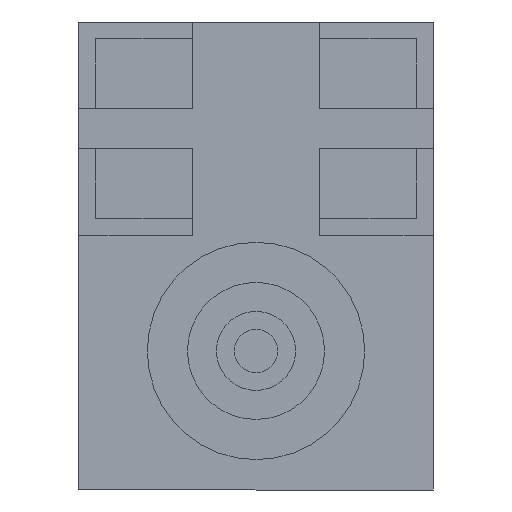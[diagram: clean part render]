
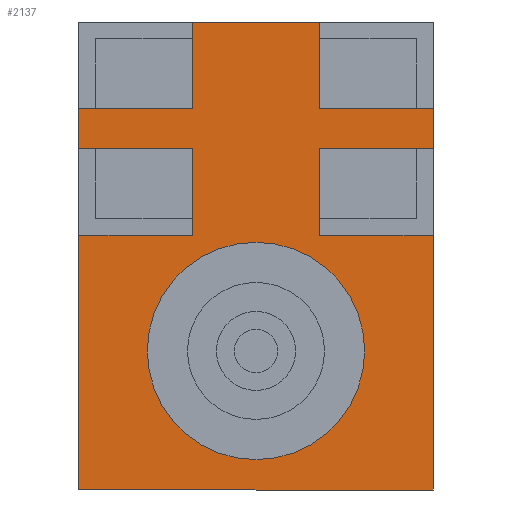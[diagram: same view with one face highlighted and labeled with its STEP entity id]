
A CAD part, front view. The second image highlights one B-rep face of the part: STEP entity #2137.
In plain terms, the highlighted planar face has unit normal (0, -1, 0).
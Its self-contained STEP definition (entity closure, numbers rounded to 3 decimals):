
#32 = ORIENTED_EDGE ( 'NONE', *, *, #208, .F. ) ;
#45 = DIRECTION ( 'NONE',  ( 0., -1., 0. ) ) ;
#50 = VECTOR ( 'NONE', #524, 1000. ) ;
#62 = ORIENTED_EDGE ( 'NONE', *, *, #2756, .F. ) ;
#109 = EDGE_CURVE ( 'NONE', #2156, #770, #2548, .T. ) ;
#133 = VERTEX_POINT ( 'NONE', #1991 ) ;
#138 = VECTOR ( 'NONE', #2963, 1000. ) ;
#157 = DIRECTION ( 'NONE',  ( -1., 0., 0. ) ) ;
#158 = CARTESIAN_POINT ( 'NONE',  ( -0.475, 0., 0.156 ) ) ;
#203 = EDGE_LOOP ( 'NONE', ( #1248, #460, #2357, #689, #430, #2979, #62, #32, #311, #1071, #1698, #1027, #2020, #1925, #2133, #955 ) ) ;
#204 = VERTEX_POINT ( 'NONE', #1285 ) ;
#208 = EDGE_CURVE ( 'NONE', #1886, #996, #1327, .T. ) ;
#212 = VECTOR ( 'NONE', #2722, 1000. ) ;
#241 = CARTESIAN_POINT ( 'NONE',  ( 0.475, 0., 0.803 ) ) ;
#248 = DIRECTION ( 'NONE',  ( 0., 1., 0. ) ) ;
#254 = EDGE_CURVE ( 'NONE', #1647, #1008, #844, .T. ) ;
#259 = VECTOR ( 'NONE', #2542, 1000. ) ;
#266 = LINE ( 'NONE', #543, #1187 ) ;
#269 = VERTEX_POINT ( 'NONE', #1568 ) ;
#311 = ORIENTED_EDGE ( 'NONE', *, *, #568, .F. ) ;
#321 = DIRECTION ( 'NONE',  ( 0., 0., 1. ) ) ;
#372 = LINE ( 'NONE', #1846, #1815 ) ;
#400 = VECTOR ( 'NONE', #1514, 1000. ) ;
#412 = LINE ( 'NONE', #1532, #1267 ) ;
#430 = ORIENTED_EDGE ( 'NONE', *, *, #743, .F. ) ;
#445 = DIRECTION ( 'NONE',  ( 0., 0., -1. ) ) ;
#447 = VERTEX_POINT ( 'NONE', #2738 ) ;
#460 = ORIENTED_EDGE ( 'NONE', *, *, #1585, .F. ) ;
#519 = VECTOR ( 'NONE', #1540, 1000. ) ;
#524 = DIRECTION ( 'NONE',  ( 1., 0., 0. ) ) ;
#533 = VERTEX_POINT ( 'NONE', #1702 ) ;
#543 = CARTESIAN_POINT ( 'NONE',  ( 0.475, 0., 0.156 ) ) ;
#568 = EDGE_CURVE ( 'NONE', #1316, #1886, #2423, .T. ) ;
#616 = EDGE_CURVE ( 'NONE', #204, #269, #2351, .T. ) ;
#672 = VECTOR ( 'NONE', #157, 1000. ) ;
#689 = ORIENTED_EDGE ( 'NONE', *, *, #2057, .F. ) ;
#698 = DIRECTION ( 'NONE',  ( -1., 0., 0. ) ) ;
#699 = CARTESIAN_POINT ( 'NONE',  ( -0.475, 0., 1.103 ) ) ;
#728 = CARTESIAN_POINT ( 'NONE',  ( 1.325, 0., -1.75 ) ) ;
#743 = EDGE_CURVE ( 'NONE', #1378, #1654, #1678, .T. ) ;
#758 = VECTOR ( 'NONE', #2265, 1000. ) ;
#770 = VERTEX_POINT ( 'NONE', #857 ) ;
#795 = CARTESIAN_POINT ( 'NONE',  ( 1.325, 0., 1.75 ) ) ;
#812 = DIRECTION ( 'NONE',  ( 0., 0., -1. ) ) ;
#836 = DIRECTION ( 'NONE',  ( 1., 0., 0. ) ) ;
#844 = LINE ( 'NONE', #158, #758 ) ;
#857 = CARTESIAN_POINT ( 'NONE',  ( -1.325, 0., 1.103 ) ) ;
#864 = EDGE_CURVE ( 'NONE', #533, #1501, #372, .T. ) ;
#889 = ORIENTED_EDGE ( 'NONE', *, *, #2004, .F. ) ;
#918 = VECTOR ( 'NONE', #812, 1000. ) ;
#934 = CARTESIAN_POINT ( 'NONE',  ( 0.475, 0., 1.103 ) ) ;
#954 = EDGE_CURVE ( 'NONE', #447, #1647, #2149, .T. ) ;
#955 = ORIENTED_EDGE ( 'NONE', *, *, #1638, .F. ) ;
#963 = LINE ( 'NONE', #1989, #1829 ) ;
#969 = CARTESIAN_POINT ( 'NONE',  ( 0., 0., -0.71 ) ) ;
#996 = VERTEX_POINT ( 'NONE', #2677 ) ;
#1001 = LINE ( 'NONE', #2271, #212 ) ;
#1002 = CARTESIAN_POINT ( 'NONE',  ( -0.475, 0., 1.103 ) ) ;
#1005 = CARTESIAN_POINT ( 'NONE',  ( -1.325, 0., 0.803 ) ) ;
#1008 = VERTEX_POINT ( 'NONE', #2872 ) ;
#1015 = CARTESIAN_POINT ( 'NONE',  ( -1.325, 0., 1.75 ) ) ;
#1027 = ORIENTED_EDGE ( 'NONE', *, *, #2318, .F. ) ;
#1035 = CARTESIAN_POINT ( 'NONE',  ( 1.325, 0., 1.75 ) ) ;
#1071 = ORIENTED_EDGE ( 'NONE', *, *, #2352, .F. ) ;
#1087 = EDGE_LOOP ( 'NONE', ( #2745, #889 ) ) ;
#1164 = VERTEX_POINT ( 'NONE', #2538 ) ;
#1181 = CARTESIAN_POINT ( 'NONE',  ( 1.325, 0., 1.103 ) ) ;
#1187 = VECTOR ( 'NONE', #2135, 1000. ) ;
#1222 = PLANE ( 'NONE',  #1826 ) ;
#1248 = ORIENTED_EDGE ( 'NONE', *, *, #864, .F. ) ;
#1267 = VECTOR ( 'NONE', #1755, 1000. ) ;
#1285 = CARTESIAN_POINT ( 'NONE',  ( 0., 0., -1.522 ) ) ;
#1316 = VERTEX_POINT ( 'NONE', #699 ) ;
#1327 = LINE ( 'NONE', #795, #400 ) ;
#1378 = VERTEX_POINT ( 'NONE', #1181 ) ;
#1408 = CARTESIAN_POINT ( 'NONE',  ( -1.325, 0., -1.75 ) ) ;
#1449 = DIRECTION ( 'NONE',  ( 0., 0., 1. ) ) ;
#1501 = VERTEX_POINT ( 'NONE', #728 ) ;
#1509 = EDGE_CURVE ( 'NONE', #133, #2863, #266, .T. ) ;
#1514 = DIRECTION ( 'NONE',  ( 1., 0., 0. ) ) ;
#1532 = CARTESIAN_POINT ( 'NONE',  ( 0.475, 0., 0.156 ) ) ;
#1539 = CARTESIAN_POINT ( 'NONE',  ( 0., 0., -0.71 ) ) ;
#1540 = DIRECTION ( 'NONE',  ( -1., 0., 0. ) ) ;
#1553 = FACE_OUTER_BOUND ( 'NONE', #203, .T. ) ;
#1568 = CARTESIAN_POINT ( 'NONE',  ( 0., 0., 0.103 ) ) ;
#1576 = LINE ( 'NONE', #934, #259 ) ;
#1585 = EDGE_CURVE ( 'NONE', #2863, #533, #412, .T. ) ;
#1638 = EDGE_CURVE ( 'NONE', #1501, #2077, #2917, .T. ) ;
#1647 = VERTEX_POINT ( 'NONE', #2697 ) ;
#1654 = VERTEX_POINT ( 'NONE', #1726 ) ;
#1655 = VECTOR ( 'NONE', #698, 1000. ) ;
#1678 = LINE ( 'NONE', #1035, #918 ) ;
#1698 = ORIENTED_EDGE ( 'NONE', *, *, #109, .F. ) ;
#1702 = CARTESIAN_POINT ( 'NONE',  ( 1.325, 0., 0.156 ) ) ;
#1726 = CARTESIAN_POINT ( 'NONE',  ( 1.325, 0., 0.803 ) ) ;
#1734 = DIRECTION ( 'NONE',  ( 0., 0., -1. ) ) ;
#1740 = CARTESIAN_POINT ( 'NONE',  ( -0.475, 0., 1.75 ) ) ;
#1755 = DIRECTION ( 'NONE',  ( 1., 0., 0. ) ) ;
#1762 = FACE_BOUND ( 'NONE', #1087, .T. ) ;
#1765 = CARTESIAN_POINT ( 'NONE',  ( -0.475, 0., 0.803 ) ) ;
#1785 = VECTOR ( 'NONE', #1449, 1000. ) ;
#1815 = VECTOR ( 'NONE', #445, 1000. ) ;
#1826 = AXIS2_PLACEMENT_3D ( 'NONE', #2777, #248, #1860 ) ;
#1829 = VECTOR ( 'NONE', #836, 1000. ) ;
#1846 = CARTESIAN_POINT ( 'NONE',  ( 1.325, 0., 1.75 ) ) ;
#1860 = DIRECTION ( 'NONE',  ( 0., 0., 1. ) ) ;
#1886 = VERTEX_POINT ( 'NONE', #1740 ) ;
#1892 = DIRECTION ( 'NONE',  ( 0., 0., -1. ) ) ;
#1914 = CARTESIAN_POINT ( 'NONE',  ( 0.475, 0., 0.156 ) ) ;
#1925 = ORIENTED_EDGE ( 'NONE', *, *, #954, .F. ) ;
#1971 = EDGE_CURVE ( 'NONE', #2077, #447, #1001, .T. ) ;
#1989 = CARTESIAN_POINT ( 'NONE',  ( -0.475, 0., 1.103 ) ) ;
#1991 = CARTESIAN_POINT ( 'NONE',  ( 0.475, 0., 0.803 ) ) ;
#1998 = AXIS2_PLACEMENT_3D ( 'NONE', #969, #45, #1892 ) ;
#2004 = EDGE_CURVE ( 'NONE', #269, #204, #2433, .T. ) ;
#2020 = ORIENTED_EDGE ( 'NONE', *, *, #254, .F. ) ;
#2057 = EDGE_CURVE ( 'NONE', #1654, #133, #2594, .T. ) ;
#2077 = VERTEX_POINT ( 'NONE', #1408 ) ;
#2086 = LINE ( 'NONE', #2276, #138 ) ;
#2120 = CARTESIAN_POINT ( 'NONE',  ( -0.475, 0., 0.156 ) ) ;
#2133 = ORIENTED_EDGE ( 'NONE', *, *, #1971, .F. ) ;
#2135 = DIRECTION ( 'NONE',  ( 0., 0., -1. ) ) ;
#2137 = ADVANCED_FACE ( 'NONE', ( #1762, #1553 ), #1222, .F. ) ;
#2149 = LINE ( 'NONE', #2120, #50 ) ;
#2156 = VERTEX_POINT ( 'NONE', #1005 ) ;
#2160 = LINE ( 'NONE', #1765, #519 ) ;
#2175 = CARTESIAN_POINT ( 'NONE',  ( 1.325, 0., -1.75 ) ) ;
#2265 = DIRECTION ( 'NONE',  ( 0., 0., 1. ) ) ;
#2271 = CARTESIAN_POINT ( 'NONE',  ( -1.325, 0., 1.75 ) ) ;
#2276 = CARTESIAN_POINT ( 'NONE',  ( 0.475, 0., 1.103 ) ) ;
#2306 = AXIS2_PLACEMENT_3D ( 'NONE', #1539, #2470, #1734 ) ;
#2318 = EDGE_CURVE ( 'NONE', #1008, #2156, #2160, .T. ) ;
#2351 = CIRCLE ( 'NONE', #2306, 0.813 ) ;
#2352 = EDGE_CURVE ( 'NONE', #770, #1316, #963, .T. ) ;
#2357 = ORIENTED_EDGE ( 'NONE', *, *, #1509, .F. ) ;
#2423 = LINE ( 'NONE', #1002, #1785 ) ;
#2433 = CIRCLE ( 'NONE', #1998, 0.813 ) ;
#2470 = DIRECTION ( 'NONE',  ( 0., -1., 0. ) ) ;
#2475 = EDGE_CURVE ( 'NONE', #1164, #1378, #2086, .T. ) ;
#2538 = CARTESIAN_POINT ( 'NONE',  ( 0.475, 0., 1.103 ) ) ;
#2542 = DIRECTION ( 'NONE',  ( 0., 0., -1. ) ) ;
#2548 = LINE ( 'NONE', #1015, #2933 ) ;
#2594 = LINE ( 'NONE', #241, #1655 ) ;
#2677 = CARTESIAN_POINT ( 'NONE',  ( 0.475, 0., 1.75 ) ) ;
#2697 = CARTESIAN_POINT ( 'NONE',  ( -0.475, 0., 0.156 ) ) ;
#2722 = DIRECTION ( 'NONE',  ( 0., 0., 1. ) ) ;
#2738 = CARTESIAN_POINT ( 'NONE',  ( -1.325, 0., 0.156 ) ) ;
#2745 = ORIENTED_EDGE ( 'NONE', *, *, #616, .F. ) ;
#2756 = EDGE_CURVE ( 'NONE', #996, #1164, #1576, .T. ) ;
#2777 = CARTESIAN_POINT ( 'NONE',  ( 0., 0., 0. ) ) ;
#2863 = VERTEX_POINT ( 'NONE', #1914 ) ;
#2872 = CARTESIAN_POINT ( 'NONE',  ( -0.475, 0., 0.803 ) ) ;
#2917 = LINE ( 'NONE', #2175, #672 ) ;
#2933 = VECTOR ( 'NONE', #321, 1000. ) ;
#2963 = DIRECTION ( 'NONE',  ( 1., 0., 0. ) ) ;
#2979 = ORIENTED_EDGE ( 'NONE', *, *, #2475, .F. ) ;
